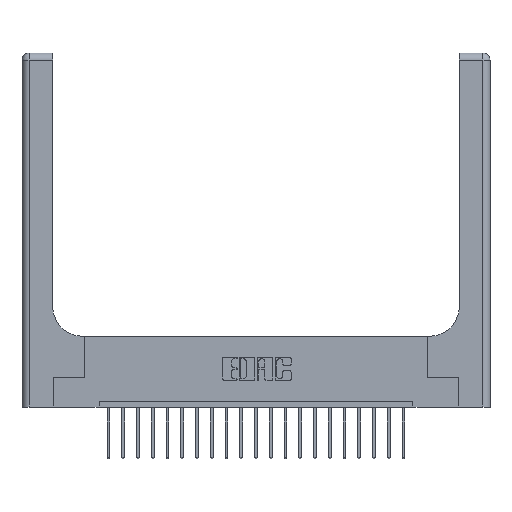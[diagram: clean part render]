
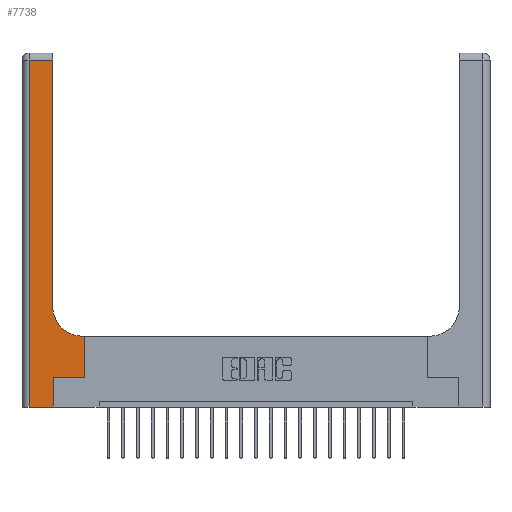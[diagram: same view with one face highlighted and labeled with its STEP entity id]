
A CAD part, top view. The second image highlights one B-rep face of the part: STEP entity #7738.
In plain terms, the highlighted planar face has unit normal (0, 0, 1).
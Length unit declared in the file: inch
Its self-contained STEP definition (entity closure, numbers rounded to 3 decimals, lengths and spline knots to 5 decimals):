
#608 = EDGE_CURVE ( 'NONE', #17942, #19022, #3560, .T. ) ;
#770 = DIRECTION ( 'NONE',  ( 1., 0., 0. ) ) ;
#1262 = AXIS2_PLACEMENT_3D ( 'NONE', #17210, #20468, #770 ) ;
#1846 = DIRECTION ( 'NONE',  ( -1., 0., 0. ) ) ;
#2080 = CARTESIAN_POINT ( 'NONE',  ( 0.06, 3., 0.37 ) ) ;
#2083 = DIRECTION ( 'NONE',  ( -1., 0., 0. ) ) ;
#2204 = LINE ( 'NONE', #18180, #6287 ) ;
#2410 = CARTESIAN_POINT ( 'NONE',  ( 0.265, 0., 0.37 ) ) ;
#3238 = ORIENTED_EDGE ( 'NONE', *, *, #608, .T. ) ;
#3309 = ORIENTED_EDGE ( 'NONE', *, *, #3348, .T. ) ;
#3348 = EDGE_CURVE ( 'NONE', #20710, #17942, #15610, .T. ) ;
#3560 = LINE ( 'NONE', #2080, #19600 ) ;
#3695 = DIRECTION ( 'NONE',  ( 0., 1., 0. ) ) ;
#3831 = VERTEX_POINT ( 'NONE', #6215 ) ;
#3917 = EDGE_CURVE ( 'NONE', #19090, #11776, #13589, .T. ) ;
#3938 = CARTESIAN_POINT ( 'NONE',  ( 0.26, 0.85, 0.37 ) ) ;
#4127 = VECTOR ( 'NONE', #13208, 39.37008 ) ;
#4318 = LINE ( 'NONE', #20309, #9673 ) ;
#5101 = LINE ( 'NONE', #18211, #19072 ) ;
#5102 = CARTESIAN_POINT ( 'NONE',  ( 0., 0., 0.37 ) ) ;
#5142 = DIRECTION ( 'NONE',  ( 1., 0., 0. ) ) ;
#5776 = EDGE_CURVE ( 'NONE', #3831, #20220, #4318, .T. ) ;
#6007 = ORIENTED_EDGE ( 'NONE', *, *, #19786, .T. ) ;
#6215 = CARTESIAN_POINT ( 'NONE',  ( 0.528, 0.25, 0.37 ) ) ;
#6287 = VECTOR ( 'NONE', #8483, 39.37008 ) ;
#6530 = DIRECTION ( 'NONE',  ( 1., 0., 0. ) ) ;
#6941 = DIRECTION ( 'NONE',  ( 0., 0., -1. ) ) ;
#7738 = ADVANCED_FACE ( 'NONE', ( #17913 ), #15179, .F. ) ;
#8074 = CARTESIAN_POINT ( 'NONE',  ( 0.51, 0.6, 0.37 ) ) ;
#8483 = DIRECTION ( 'NONE',  ( -1., 0., 0. ) ) ;
#8577 = CARTESIAN_POINT ( 'NONE',  ( 0.26, 3., 0.37 ) ) ;
#8790 = CARTESIAN_POINT ( 'NONE',  ( 0., 3., 0.37 ) ) ;
#9296 = EDGE_CURVE ( 'NONE', #11776, #20710, #15882, .T. ) ;
#9455 = VERTEX_POINT ( 'NONE', #2410 ) ;
#9673 = VECTOR ( 'NONE', #10515, 39.37008 ) ;
#10081 = VERTEX_POINT ( 'NONE', #18672 ) ;
#10321 = EDGE_LOOP ( 'NONE', ( #20669, #3309, #3238, #6007, #11036, #20982, #11528, #14957, #11678 ) ) ;
#10515 = DIRECTION ( 'NONE',  ( 0., 1., 0. ) ) ;
#10667 = CARTESIAN_POINT ( 'NONE',  ( 0.26, 2.94, 0.37 ) ) ;
#10737 = CARTESIAN_POINT ( 'NONE',  ( 0.06, 0., 0.37 ) ) ;
#11036 = ORIENTED_EDGE ( 'NONE', *, *, #14823, .T. ) ;
#11528 = ORIENTED_EDGE ( 'NONE', *, *, #5776, .T. ) ;
#11575 = CARTESIAN_POINT ( 'NONE',  ( 0.265, 0., 0.37 ) ) ;
#11678 = ORIENTED_EDGE ( 'NONE', *, *, #3917, .T. ) ;
#11776 = VERTEX_POINT ( 'NONE', #3938 ) ;
#11780 = VECTOR ( 'NONE', #1846, 39.37008 ) ;
#11791 = AXIS2_PLACEMENT_3D ( 'NONE', #8790, #6941, #2083 ) ;
#13208 = DIRECTION ( 'NONE',  ( 0., 1., 0. ) ) ;
#13445 = DIRECTION ( 'NONE',  ( 0., -1., 0. ) ) ;
#13589 = CIRCLE ( 'NONE', #1262, 0.25 ) ;
#14823 = EDGE_CURVE ( 'NONE', #9455, #10081, #19380, .T. ) ;
#14957 = ORIENTED_EDGE ( 'NONE', *, *, #18295, .T. ) ;
#15179 = PLANE ( 'NONE',  #11791 ) ;
#15316 = CARTESIAN_POINT ( 'NONE',  ( 0.06, 2.94, 0.37 ) ) ;
#15389 = VECTOR ( 'NONE', #6530, 39.37008 ) ;
#15610 = LINE ( 'NONE', #18199, #11780 ) ;
#15882 = LINE ( 'NONE', #8577, #18419 ) ;
#16720 = EDGE_CURVE ( 'NONE', #10081, #3831, #5101, .T. ) ;
#17210 = CARTESIAN_POINT ( 'NONE',  ( 0.51, 0.85, 0.37 ) ) ;
#17913 = FACE_OUTER_BOUND ( 'NONE', #10321, .T. ) ;
#17942 = VERTEX_POINT ( 'NONE', #15316 ) ;
#18163 = LINE ( 'NONE', #5102, #15389 ) ;
#18180 = CARTESIAN_POINT ( 'NONE',  ( 0.26, 0.6, 0.37 ) ) ;
#18199 = CARTESIAN_POINT ( 'NONE',  ( 0., 2.94, 0.37 ) ) ;
#18211 = CARTESIAN_POINT ( 'NONE',  ( 0.265, 0.25, 0.37 ) ) ;
#18295 = EDGE_CURVE ( 'NONE', #20220, #19090, #2204, .T. ) ;
#18419 = VECTOR ( 'NONE', #3695, 39.37008 ) ;
#18672 = CARTESIAN_POINT ( 'NONE',  ( 0.265, 0.25, 0.37 ) ) ;
#18933 = CARTESIAN_POINT ( 'NONE',  ( 0.528, 0.6, 0.37 ) ) ;
#19022 = VERTEX_POINT ( 'NONE', #10737 ) ;
#19072 = VECTOR ( 'NONE', #5142, 39.37008 ) ;
#19090 = VERTEX_POINT ( 'NONE', #8074 ) ;
#19380 = LINE ( 'NONE', #11575, #4127 ) ;
#19600 = VECTOR ( 'NONE', #13445, 39.37008 ) ;
#19786 = EDGE_CURVE ( 'NONE', #19022, #9455, #18163, .T. ) ;
#20220 = VERTEX_POINT ( 'NONE', #18933 ) ;
#20309 = CARTESIAN_POINT ( 'NONE',  ( 0.528, 0.25, 0.37 ) ) ;
#20468 = DIRECTION ( 'NONE',  ( 0., 0., -1. ) ) ;
#20669 = ORIENTED_EDGE ( 'NONE', *, *, #9296, .T. ) ;
#20710 = VERTEX_POINT ( 'NONE', #10667 ) ;
#20982 = ORIENTED_EDGE ( 'NONE', *, *, #16720, .T. ) ;
